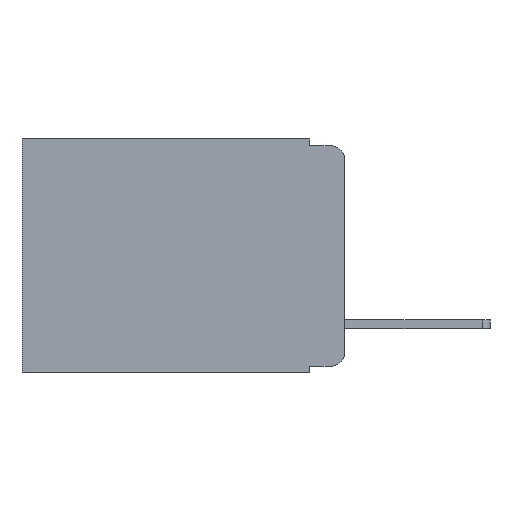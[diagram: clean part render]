
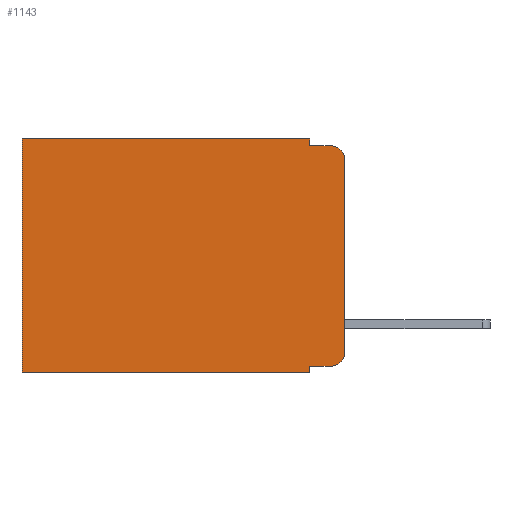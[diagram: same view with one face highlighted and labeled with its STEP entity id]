
A CAD part, left-side view. The second image highlights one B-rep face of the part: STEP entity #1143.
In plain terms, the highlighted planar face has unit normal (-1, 0, 0).
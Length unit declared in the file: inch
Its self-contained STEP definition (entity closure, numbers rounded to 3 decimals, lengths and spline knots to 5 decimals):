
#212 = DIRECTION ( 'NONE',  ( -1., 0., 0. ) ) ;
#238 = VERTEX_POINT ( 'NONE', #8619 ) ;
#249 = CARTESIAN_POINT ( 'NONE',  ( 0.298, 0.051, -0.343 ) ) ;
#318 = EDGE_CURVE ( 'NONE', #3266, #10099, #8148, .T. ) ;
#519 = CARTESIAN_POINT ( 'NONE',  ( 0.298, 0.02, -0.333 ) ) ;
#889 = CARTESIAN_POINT ( 'NONE',  ( 0.298, 0.051, 0. ) ) ;
#1052 = VERTEX_POINT ( 'NONE', #12870 ) ;
#1089 = CARTESIAN_POINT ( 'NONE',  ( 0.298, 0.02, -0.01 ) ) ;
#1143 = ADVANCED_FACE ( 'NONE', ( #1651 ), #11555, .F. ) ;
#1651 = FACE_OUTER_BOUND ( 'NONE', #18007, .T. ) ;
#2170 = CIRCLE ( 'NONE', #11969, 0.02 ) ;
#2808 = EDGE_CURVE ( 'NONE', #4593, #3302, #18480, .T. ) ;
#2929 = DIRECTION ( 'NONE',  ( 0., 0., -1. ) ) ;
#3165 = ORIENTED_EDGE ( 'NONE', *, *, #6146, .F. ) ;
#3266 = VERTEX_POINT ( 'NONE', #16714 ) ;
#3302 = VERTEX_POINT ( 'NONE', #17027 ) ;
#3612 = ORIENTED_EDGE ( 'NONE', *, *, #2808, .T. ) ;
#4114 = LINE ( 'NONE', #11476, #15155 ) ;
#4399 = LINE ( 'NONE', #12721, #12176 ) ;
#4593 = VERTEX_POINT ( 'NONE', #6846 ) ;
#5249 = LINE ( 'NONE', #13051, #12533 ) ;
#5506 = EDGE_CURVE ( 'NONE', #11108, #3302, #4114, .T. ) ;
#5982 = VERTEX_POINT ( 'NONE', #1089 ) ;
#6062 = LINE ( 'NONE', #9281, #16935 ) ;
#6146 = EDGE_CURVE ( 'NONE', #238, #8106, #5249, .T. ) ;
#6426 = ORIENTED_EDGE ( 'NONE', *, *, #318, .T. ) ;
#6450 = VERTEX_POINT ( 'NONE', #11783 ) ;
#6548 = VECTOR ( 'NONE', #12514, 39.37008 ) ;
#6845 = AXIS2_PLACEMENT_3D ( 'NONE', #11558, #11482, #11495 ) ;
#6846 = CARTESIAN_POINT ( 'NONE',  ( 0.298, 0.473, 0. ) ) ;
#7245 = VECTOR ( 'NONE', #2929, 39.37008 ) ;
#7506 = CARTESIAN_POINT ( 'NONE',  ( 0.298, 0.02, -0.313 ) ) ;
#7628 = VECTOR ( 'NONE', #14861, 39.37008 ) ;
#7934 = ORIENTED_EDGE ( 'NONE', *, *, #13933, .T. ) ;
#8106 = VERTEX_POINT ( 'NONE', #13192 ) ;
#8148 = LINE ( 'NONE', #9134, #9051 ) ;
#8240 = EDGE_CURVE ( 'NONE', #3266, #11108, #6062, .T. ) ;
#8455 = DIRECTION ( 'NONE',  ( 0., 1., 0. ) ) ;
#8619 = CARTESIAN_POINT ( 'NONE',  ( 0.298, 0., -0.03 ) ) ;
#8650 = ORIENTED_EDGE ( 'NONE', *, *, #5506, .F. ) ;
#8946 = EDGE_CURVE ( 'NONE', #1052, #6450, #13284, .T. ) ;
#8966 = DIRECTION ( 'NONE',  ( 0., 0., -1. ) ) ;
#9028 = CARTESIAN_POINT ( 'NONE',  ( 0.298, 0.02, -0.03 ) ) ;
#9051 = VECTOR ( 'NONE', #9264, 39.37008 ) ;
#9134 = CARTESIAN_POINT ( 'NONE',  ( 0.298, 0.051, -0.333 ) ) ;
#9264 = DIRECTION ( 'NONE',  ( 0., -1., 0. ) ) ;
#9281 = CARTESIAN_POINT ( 'NONE',  ( 0.298, 0.051, 0. ) ) ;
#9695 = EDGE_CURVE ( 'NONE', #1052, #4593, #4399, .T. ) ;
#10003 = CIRCLE ( 'NONE', #14759, 0.02 ) ;
#10099 = VERTEX_POINT ( 'NONE', #519 ) ;
#10510 = DIRECTION ( 'NONE',  ( 0., 0., -1. ) ) ;
#10754 = DIRECTION ( 'NONE',  ( 0., 0., -1. ) ) ;
#11108 = VERTEX_POINT ( 'NONE', #249 ) ;
#11476 = CARTESIAN_POINT ( 'NONE',  ( 0.298, 0., -0.343 ) ) ;
#11482 = DIRECTION ( 'NONE',  ( 1., 0., 0. ) ) ;
#11484 = LINE ( 'NONE', #13465, #7628 ) ;
#11495 = DIRECTION ( 'NONE',  ( 0., 0., -1. ) ) ;
#11555 = PLANE ( 'NONE',  #6845 ) ;
#11558 = CARTESIAN_POINT ( 'NONE',  ( 0.298, 0., 0. ) ) ;
#11783 = CARTESIAN_POINT ( 'NONE',  ( 0.298, 0.051, -0.01 ) ) ;
#11969 = AXIS2_PLACEMENT_3D ( 'NONE', #9028, #212, #10510 ) ;
#12176 = VECTOR ( 'NONE', #8455, 39.37008 ) ;
#12514 = DIRECTION ( 'NONE',  ( 0., 0., -1. ) ) ;
#12533 = VECTOR ( 'NONE', #14436, 39.37008 ) ;
#12618 = ORIENTED_EDGE ( 'NONE', *, *, #13963, .T. ) ;
#12721 = CARTESIAN_POINT ( 'NONE',  ( 0.298, 0., 0. ) ) ;
#12870 = CARTESIAN_POINT ( 'NONE',  ( 0.298, 0.051, 0. ) ) ;
#12884 = DIRECTION ( 'NONE',  ( 0., 1., 0. ) ) ;
#13051 = CARTESIAN_POINT ( 'NONE',  ( 0.298, 0., 0. ) ) ;
#13192 = CARTESIAN_POINT ( 'NONE',  ( 0.298, 0., -0.313 ) ) ;
#13284 = LINE ( 'NONE', #889, #6548 ) ;
#13465 = CARTESIAN_POINT ( 'NONE',  ( 0.298, 0.051, -0.01 ) ) ;
#13933 = EDGE_CURVE ( 'NONE', #10099, #8106, #10003, .T. ) ;
#13963 = EDGE_CURVE ( 'NONE', #238, #5982, #2170, .T. ) ;
#14421 = ORIENTED_EDGE ( 'NONE', *, *, #8240, .F. ) ;
#14436 = DIRECTION ( 'NONE',  ( 0., 0., -1. ) ) ;
#14568 = ORIENTED_EDGE ( 'NONE', *, *, #8946, .F. ) ;
#14759 = AXIS2_PLACEMENT_3D ( 'NONE', #7506, #17362, #8966 ) ;
#14861 = DIRECTION ( 'NONE',  ( 0., -1., 0. ) ) ;
#15155 = VECTOR ( 'NONE', #12884, 39.37008 ) ;
#16383 = EDGE_CURVE ( 'NONE', #6450, #5982, #11484, .T. ) ;
#16714 = CARTESIAN_POINT ( 'NONE',  ( 0.298, 0.051, -0.333 ) ) ;
#16935 = VECTOR ( 'NONE', #10754, 39.37008 ) ;
#16997 = CARTESIAN_POINT ( 'NONE',  ( 0.298, 0.473, 0. ) ) ;
#17027 = CARTESIAN_POINT ( 'NONE',  ( 0.298, 0.473, -0.343 ) ) ;
#17362 = DIRECTION ( 'NONE',  ( -1., 0., 0. ) ) ;
#18007 = EDGE_LOOP ( 'NONE', ( #3165, #12618, #18600, #14568, #18052, #3612, #8650, #14421, #6426, #7934 ) ) ;
#18052 = ORIENTED_EDGE ( 'NONE', *, *, #9695, .T. ) ;
#18480 = LINE ( 'NONE', #16997, #7245 ) ;
#18600 = ORIENTED_EDGE ( 'NONE', *, *, #16383, .F. ) ;
